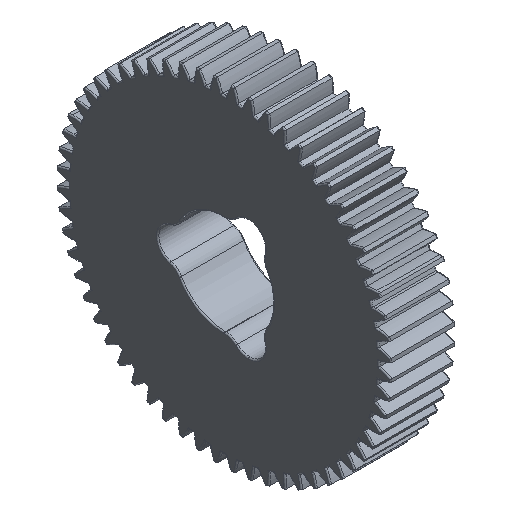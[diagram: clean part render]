
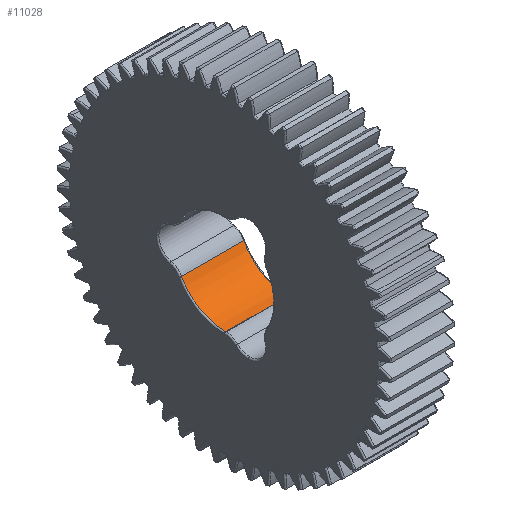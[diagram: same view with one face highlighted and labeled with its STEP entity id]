
A CAD part, isometric view. The second image highlights one B-rep face of the part: STEP entity #11028.
In plain terms, the highlighted cylindrical face has radius 9.716 mm (diameter 19.431 mm), a partial arc.
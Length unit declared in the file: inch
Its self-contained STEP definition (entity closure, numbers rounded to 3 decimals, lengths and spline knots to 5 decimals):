
#72 = CARTESIAN_POINT ( 'NONE',  ( 0.49, 0., 0. ) ) ;
#784 = EDGE_CURVE ( 'NONE', #4537, #19465, #7399, .T. ) ;
#976 = ORIENTED_EDGE ( 'NONE', *, *, #17942, .T. ) ;
#1885 = CARTESIAN_POINT ( 'NONE',  ( 0.01, -0.00779, -0.38242 ) ) ;
#2017 = AXIS2_PLACEMENT_3D ( 'NONE', #21274, #4859, #12156 ) ;
#2823 = VECTOR ( 'NONE', #20138, 39.37008 ) ;
#2955 = LINE ( 'NONE', #19127, #12852 ) ;
#4305 = DIRECTION ( 'NONE',  ( -1., 0., 0. ) ) ;
#4314 = CIRCLE ( 'NONE', #5462, 0.3825 ) ;
#4537 = VERTEX_POINT ( 'NONE', #8533 ) ;
#4859 = DIRECTION ( 'NONE',  ( -1., 0., 0. ) ) ;
#5462 = AXIS2_PLACEMENT_3D ( 'NONE', #11482, #5850, #7559 ) ;
#5651 = ORIENTED_EDGE ( 'NONE', *, *, #13465, .T. ) ;
#5850 = DIRECTION ( 'NONE',  ( -1., 0., 0. ) ) ;
#5975 = AXIS2_PLACEMENT_3D ( 'NONE', #20716, #4305, #13405 ) ;
#7399 = CIRCLE ( 'NONE', #2017, 0.3825 ) ;
#7559 = DIRECTION ( 'NONE',  ( 0., 0., -1. ) ) ;
#8533 = CARTESIAN_POINT ( 'NONE',  ( 0.01, 0.33508, -0.18447 ) ) ;
#8718 = EDGE_CURVE ( 'NONE', #19465, #11899, #4314, .T. ) ;
#10254 = AXIS2_PLACEMENT_3D ( 'NONE', #72, #23683, #21987 ) ;
#10506 = DIRECTION ( 'NONE',  ( 1., 0., 0. ) ) ;
#10912 = VERTEX_POINT ( 'NONE', #19454 ) ;
#11028 = ADVANCED_FACE ( 'NONE', ( #15208 ), #11266, .F. ) ;
#11266 = CYLINDRICAL_SURFACE ( 'NONE', #5975, 0.3825 ) ;
#11482 = CARTESIAN_POINT ( 'NONE',  ( 0.01, 0., 0. ) ) ;
#11899 = VERTEX_POINT ( 'NONE', #1885 ) ;
#12156 = DIRECTION ( 'NONE',  ( 0., 0., -1. ) ) ;
#12186 = CARTESIAN_POINT ( 'NONE',  ( 0.01, 0., -0.3825 ) ) ;
#12218 = EDGE_CURVE ( 'NONE', #11899, #10912, #2955, .T. ) ;
#12259 = EDGE_LOOP ( 'NONE', ( #976, #14493, #16041, #15977, #5651 ) ) ;
#12852 = VECTOR ( 'NONE', #10506, 39.37008 ) ;
#13379 = CARTESIAN_POINT ( 'NONE',  ( 0.49, 0.33508, -0.18447 ) ) ;
#13405 = DIRECTION ( 'NONE',  ( 0., 0., 1. ) ) ;
#13465 = EDGE_CURVE ( 'NONE', #10912, #14323, #22879, .T. ) ;
#14323 = VERTEX_POINT ( 'NONE', #13379 ) ;
#14493 = ORIENTED_EDGE ( 'NONE', *, *, #784, .T. ) ;
#15208 = FACE_OUTER_BOUND ( 'NONE', #12259, .T. ) ;
#15977 = ORIENTED_EDGE ( 'NONE', *, *, #12218, .T. ) ;
#16041 = ORIENTED_EDGE ( 'NONE', *, *, #8718, .T. ) ;
#17942 = EDGE_CURVE ( 'NONE', #14323, #4537, #21695, .T. ) ;
#18103 = CARTESIAN_POINT ( 'NONE',  ( 2., 0.33508, -0.18447 ) ) ;
#19127 = CARTESIAN_POINT ( 'NONE',  ( 2., -0.00779, -0.38242 ) ) ;
#19454 = CARTESIAN_POINT ( 'NONE',  ( 0.49, -0.00779, -0.38242 ) ) ;
#19465 = VERTEX_POINT ( 'NONE', #12186 ) ;
#20138 = DIRECTION ( 'NONE',  ( -1., 0., 0. ) ) ;
#20716 = CARTESIAN_POINT ( 'NONE',  ( 2., 0., 0. ) ) ;
#21274 = CARTESIAN_POINT ( 'NONE',  ( 0.01, 0., 0. ) ) ;
#21695 = LINE ( 'NONE', #18103, #2823 ) ;
#21987 = DIRECTION ( 'NONE',  ( 0., 0., 1. ) ) ;
#22879 = CIRCLE ( 'NONE', #10254, 0.3825 ) ;
#23683 = DIRECTION ( 'NONE',  ( 1., 0., 0. ) ) ;
